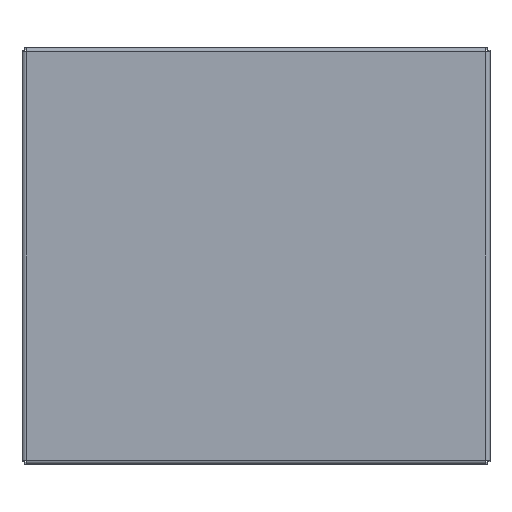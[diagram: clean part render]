
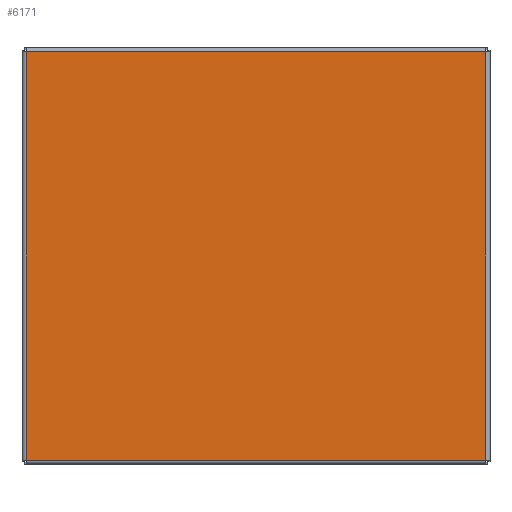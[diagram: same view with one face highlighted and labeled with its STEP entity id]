
A CAD part, front view. The second image highlights one B-rep face of the part: STEP entity #6171.
In plain terms, the highlighted planar face has unit normal (0, -1, 0).
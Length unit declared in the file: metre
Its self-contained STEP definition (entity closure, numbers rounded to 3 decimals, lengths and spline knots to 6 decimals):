
#912=ORIENTED_EDGE('',*,*,#2264,.F.);
#913=ORIENTED_EDGE('',*,*,#2265,.T.);
#914=ORIENTED_EDGE('',*,*,#2266,.T.);
#915=ORIENTED_EDGE('',*,*,#2267,.F.);
#2264=EDGE_CURVE('',#2940,#2941,#3572,.T.);
#2265=EDGE_CURVE('',#2940,#2942,#3573,.T.);
#2266=EDGE_CURVE('',#2942,#2943,#3574,.T.);
#2267=EDGE_CURVE('',#2941,#2943,#3575,.T.);
#2940=VERTEX_POINT('',#9393);
#2941=VERTEX_POINT('',#9394);
#2942=VERTEX_POINT('',#9396);
#2943=VERTEX_POINT('',#9398);
#3572=LINE('',#9392,#3656);
#3573=LINE('',#9395,#3657);
#3574=LINE('',#9397,#3658);
#3575=LINE('',#9399,#3659);
#3656=VECTOR('',#7453,1.);
#3657=VECTOR('',#7454,1.);
#3658=VECTOR('',#7455,1.);
#3659=VECTOR('',#7456,1.);
#3737=EDGE_LOOP('',(#912,#913,#914,#915));
#4935=FACE_BOUND('',#3737,.T.);
#6133=PLANE('',#6518);
#6171=ADVANCED_FACE('',(#4935),#6133,.T.);
#6518=AXIS2_PLACEMENT_3D('',#9391,#7451,#7452);
#7451=DIRECTION('',(0.,-1.,0.));
#7452=DIRECTION('',(1.,0.,0.));
#7453=DIRECTION('',(0.,0.,1.));
#7454=DIRECTION('',(1.,0.,0.));
#7455=DIRECTION('',(0.,0.,1.));
#7456=DIRECTION('',(1.,0.,0.));
#9391=CARTESIAN_POINT('',(0.225,-0.002,0.2));
#9392=CARTESIAN_POINT('',(0.002,-0.002,0.2));
#9393=CARTESIAN_POINT('',(0.002,-0.002,0.002));
#9394=CARTESIAN_POINT('',(0.002,-0.002,0.398));
#9395=CARTESIAN_POINT('',(0.225,-0.002,0.002));
#9396=CARTESIAN_POINT('',(0.448,-0.002,0.002));
#9397=CARTESIAN_POINT('',(0.448,-0.002,0.2));
#9398=CARTESIAN_POINT('',(0.448,-0.002,0.398));
#9399=CARTESIAN_POINT('',(0.225,-0.002,0.398));
